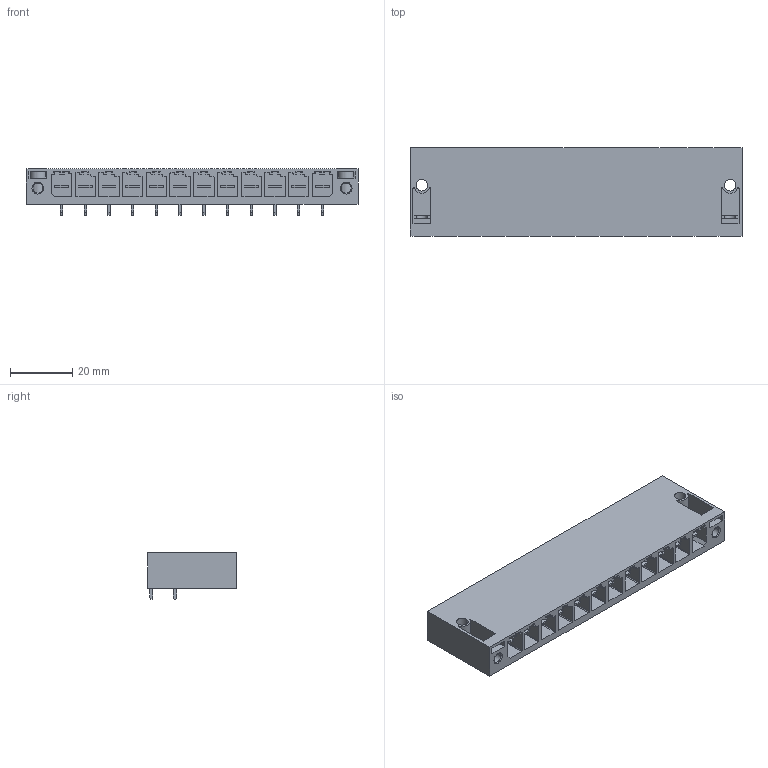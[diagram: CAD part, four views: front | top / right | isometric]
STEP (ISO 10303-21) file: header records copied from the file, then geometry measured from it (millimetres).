
FILE_DESCRIPTION(('CATIA V5 STEP Exchange','CAx-IF Rec.Pracs.--- Model Styling and Organization---1.2---2011-12-15'),'2;1');
FILE_NAME ('D1459386_0_1930480000_1930480000.stp','2018-11-28T10:10:25+00:00',('none'),('Weidmueller'),'CATIA Version 5-6 Release 2014','CATIA V5 STEP AP214','none');
FILE_SCHEMA(('AUTOMOTIVE_DESIGN { 1 0 10303 214 1 1 1 1 }'));
Length unit declared in the file: millimetre
Products named in the file (1): 1930480000
Bounding box: 106.68 x 28.3 x 14.9 mm (x, y, z)
Volume: 24078.6 mm3; surface area: 21470.2 mm2
Topology: 13 solids, 13 shells, 920 faces, 2632 edges, 1738 vertices
Faces by surface type: plane 738, cylinder 178, cone 4
Entity records: 25615 total; most frequent: ORIENTED_EDGE 5264, CARTESIAN_POINT 4401, DIRECTION 3232, EDGE_CURVE 2428, VECTOR 2068, LINE 2068, VERTEX_POINT 1570, EDGE_LOOP 956
